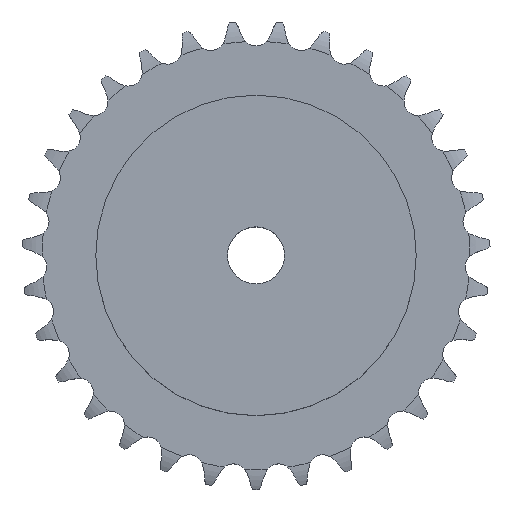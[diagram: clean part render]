
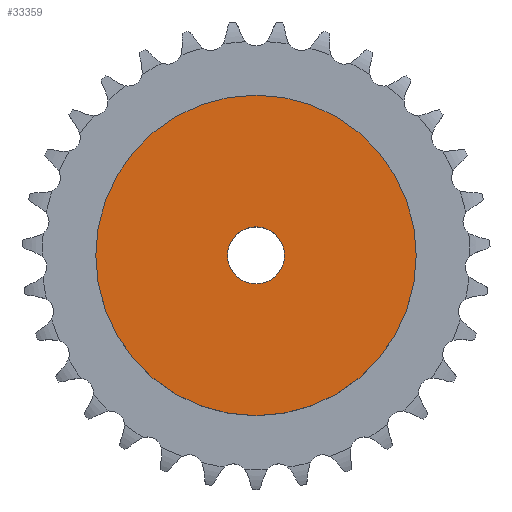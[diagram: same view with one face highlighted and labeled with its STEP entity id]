
A CAD part, top view. The second image highlights one B-rep face of the part: STEP entity #33359.
In plain terms, the highlighted planar face has unit normal (0, 0, 1).
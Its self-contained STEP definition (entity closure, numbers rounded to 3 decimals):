
#3999 = CYLINDRICAL_SURFACE('',#4000,45.);
#4000 = AXIS2_PLACEMENT_3D('',#4001,#4002,#4003);
#4001 = CARTESIAN_POINT('',(0.,0.,0.));
#4002 = DIRECTION('',(-0.,-0.,-1.));
#4003 = DIRECTION('',(1.,0.,0.));
#20944 = VERTEX_POINT('',#20945);
#20945 = CARTESIAN_POINT('',(45.,0.,30.));
#20966 = EDGE_CURVE('',#20944,#20944,#20967,.T.);
#20967 = SURFACE_CURVE('',#20968,(#20973,#20980),.PCURVE_S1.);
#20968 = CIRCLE('',#20969,45.);
#20969 = AXIS2_PLACEMENT_3D('',#20970,#20971,#20972);
#20970 = CARTESIAN_POINT('',(0.,0.,30.));
#20971 = DIRECTION('',(0.,0.,1.));
#20972 = DIRECTION('',(1.,0.,0.));
#20973 = PCURVE('',#3999,#20974);
#20974 = DEFINITIONAL_REPRESENTATION('',(#20975),#20979);
#20975 = LINE('',#20976,#20977);
#20976 = CARTESIAN_POINT('',(-0.,-30.));
#20977 = VECTOR('',#20978,1.);
#20978 = DIRECTION('',(-1.,0.));
#20979 = ( GEOMETRIC_REPRESENTATION_CONTEXT(2) 
PARAMETRIC_REPRESENTATION_CONTEXT() REPRESENTATION_CONTEXT('2D SPACE',''
  ) );
#20980 = PCURVE('',#20981,#20986);
#20981 = PLANE('',#20982);
#20982 = AXIS2_PLACEMENT_3D('',#20983,#20984,#20985);
#20983 = CARTESIAN_POINT('',(0.,0.,30.)
  );
#20984 = DIRECTION('',(0.,0.,1.));
#20985 = DIRECTION('',(1.,0.,0.));
#20986 = DEFINITIONAL_REPRESENTATION('',(#20987),#20991);
#20987 = CIRCLE('',#20988,45.);
#20988 = AXIS2_PLACEMENT_2D('',#20989,#20990);
#20989 = CARTESIAN_POINT('',(0.,0.));
#20990 = DIRECTION('',(1.,0.));
#20991 = ( GEOMETRIC_REPRESENTATION_CONTEXT(2) 
PARAMETRIC_REPRESENTATION_CONTEXT() REPRESENTATION_CONTEXT('2D SPACE',''
  ) );
#28278 = CYLINDRICAL_SURFACE('',#28279,8.);
#28279 = AXIS2_PLACEMENT_3D('',#28280,#28281,#28282);
#28280 = CARTESIAN_POINT('',(0.,0.,200.546));
#28281 = DIRECTION('',(0.,0.,1.));
#28282 = DIRECTION('',(1.,0.,0.));
#33359 = ADVANCED_FACE('',(#33360,#33363),#20981,.T.);
#33360 = FACE_BOUND('',#33361,.T.);
#33361 = EDGE_LOOP('',(#33362));
#33362 = ORIENTED_EDGE('',*,*,#20966,.T.);
#33363 = FACE_BOUND('',#33364,.T.);
#33364 = EDGE_LOOP('',(#33365));
#33365 = ORIENTED_EDGE('',*,*,#33366,.F.);
#33366 = EDGE_CURVE('',#33367,#33367,#33369,.T.);
#33367 = VERTEX_POINT('',#33368);
#33368 = CARTESIAN_POINT('',(8.,0.,30.));
#33369 = SURFACE_CURVE('',#33370,(#33375,#33382),.PCURVE_S1.);
#33370 = CIRCLE('',#33371,8.);
#33371 = AXIS2_PLACEMENT_3D('',#33372,#33373,#33374);
#33372 = CARTESIAN_POINT('',(0.,0.,30.));
#33373 = DIRECTION('',(0.,0.,1.));
#33374 = DIRECTION('',(1.,0.,0.));
#33375 = PCURVE('',#20981,#33376);
#33376 = DEFINITIONAL_REPRESENTATION('',(#33377),#33381);
#33377 = CIRCLE('',#33378,8.);
#33378 = AXIS2_PLACEMENT_2D('',#33379,#33380);
#33379 = CARTESIAN_POINT('',(0.,0.));
#33380 = DIRECTION('',(1.,0.));
#33381 = ( GEOMETRIC_REPRESENTATION_CONTEXT(2) 
PARAMETRIC_REPRESENTATION_CONTEXT() REPRESENTATION_CONTEXT('2D SPACE',''
  ) );
#33382 = PCURVE('',#28278,#33383);
#33383 = DEFINITIONAL_REPRESENTATION('',(#33384),#33388);
#33384 = LINE('',#33385,#33386);
#33385 = CARTESIAN_POINT('',(0.,-170.546));
#33386 = VECTOR('',#33387,1.);
#33387 = DIRECTION('',(1.,0.));
#33388 = ( GEOMETRIC_REPRESENTATION_CONTEXT(2) 
PARAMETRIC_REPRESENTATION_CONTEXT() REPRESENTATION_CONTEXT('2D SPACE',''
  ) );
